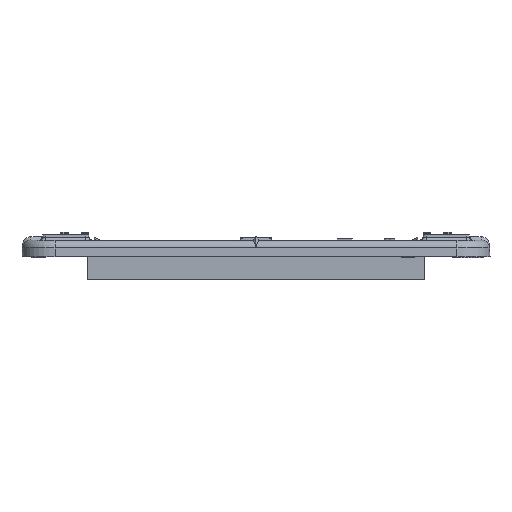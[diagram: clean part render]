
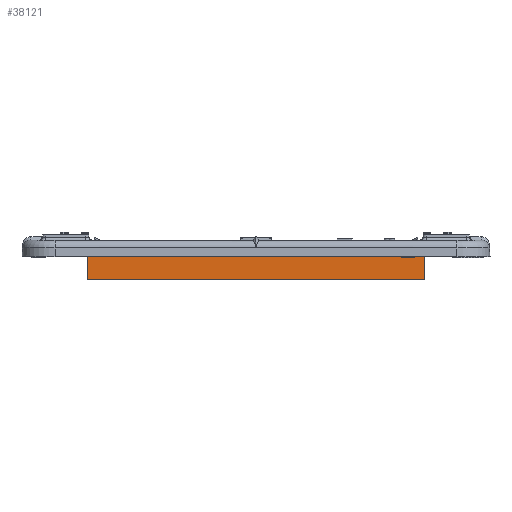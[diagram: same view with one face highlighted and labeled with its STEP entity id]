
A CAD part, left-side view. The second image highlights one B-rep face of the part: STEP entity #38121.
In plain terms, the highlighted planar face has unit normal (-1, 0, 0).
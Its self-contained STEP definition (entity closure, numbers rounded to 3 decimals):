
#4834=AXIS2_PLACEMENT_3D('Circle Axis2P3D',#4832,#4833,$) ;
#38088=AXIS2_PLACEMENT_3D('Plane Axis2P3D',#38085,#38086,#38087) ;
#4822=CARTESIAN_POINT('Vertex',(-36.736,25.586,0.)) ;
#4825=CARTESIAN_POINT('Line Origine',(-36.736,23.721,0.)) ;
#4829=CARTESIAN_POINT('Vertex',(-36.736,21.857,0.)) ;
#4832=CARTESIAN_POINT('Axis2P3D Location',(-34.3,21.851,0.)) ;
#4836=CARTESIAN_POINT('Vertex',(-36.736,21.851,0.)) ;
#4839=CARTESIAN_POINT('Line Origine',(-36.736,20.6,0.)) ;
#4843=CARTESIAN_POINT('Vertex',(-36.736,19.348,0.)) ;
#4846=CARTESIAN_POINT('Line Origine',(-36.736,9.674,0.)) ;
#4850=CARTESIAN_POINT('Vertex',(-36.736,0.,0.)) ;
#4853=CARTESIAN_POINT('Line Origine',(-36.736,-9.674,0.)) ;
#4857=CARTESIAN_POINT('Vertex',(-36.736,-19.348,0.)) ;
#4860=CARTESIAN_POINT('Line Origine',(-36.736,-20.6,0.)) ;
#4864=CARTESIAN_POINT('Vertex',(-36.736,-21.851,0.)) ;
#4867=CARTESIAN_POINT('Line Origine',(-36.736,-23.719,0.)) ;
#4871=CARTESIAN_POINT('Vertex',(-36.736,-25.586,0.)) ;
#38085=CARTESIAN_POINT('Axis2P3D Location',(-36.736,-25.586,-3.5)) ;
#38090=CARTESIAN_POINT('Line Origine',(-36.736,25.586,-1.75)) ;
#38094=CARTESIAN_POINT('Vertex',(-36.736,25.586,-3.5)) ;
#38097=CARTESIAN_POINT('Line Origine',(-36.736,0.,-3.5)) ;
#38101=CARTESIAN_POINT('Vertex',(-36.736,-25.586,-3.5)) ;
#38104=CARTESIAN_POINT('Line Origine',(-36.736,-25.586,-1.75)) ;
#4826=DIRECTION('Vector Direction',(0.,1.,0.)) ;
#4833=DIRECTION('Axis2P3D Direction',(0.,0.,1.)) ;
#4840=DIRECTION('Vector Direction',(0.,1.,0.)) ;
#4847=DIRECTION('Vector Direction',(0.,1.,0.)) ;
#4854=DIRECTION('Vector Direction',(0.,1.,0.)) ;
#4861=DIRECTION('Vector Direction',(0.,1.,0.)) ;
#4868=DIRECTION('Vector Direction',(0.,1.,0.)) ;
#38086=DIRECTION('Axis2P3D Direction',(1.,0.,0.)) ;
#38087=DIRECTION('Axis2P3D XDirection',(0.,1.,0.)) ;
#38091=DIRECTION('Vector Direction',(0.,0.,1.)) ;
#38098=DIRECTION('Vector Direction',(0.,1.,0.)) ;
#38105=DIRECTION('Vector Direction',(0.,0.,1.)) ;
#4827=VECTOR('Line Direction',#4826,1.) ;
#4841=VECTOR('Line Direction',#4840,1.) ;
#4848=VECTOR('Line Direction',#4847,1.) ;
#4855=VECTOR('Line Direction',#4854,1.) ;
#4862=VECTOR('Line Direction',#4861,1.) ;
#4869=VECTOR('Line Direction',#4868,1.) ;
#38092=VECTOR('Line Direction',#38091,1.) ;
#38099=VECTOR('Line Direction',#38098,1.) ;
#38106=VECTOR('Line Direction',#38105,1.) ;
#38110=ORIENTED_EDGE('',*,*,#4838,.T.) ;
#38111=ORIENTED_EDGE('',*,*,#4831,.T.) ;
#38112=ORIENTED_EDGE('',*,*,#38096,.F.) ;
#38113=ORIENTED_EDGE('',*,*,#38103,.F.) ;
#38114=ORIENTED_EDGE('',*,*,#38108,.T.) ;
#38115=ORIENTED_EDGE('',*,*,#4873,.T.) ;
#38116=ORIENTED_EDGE('',*,*,#4866,.T.) ;
#38117=ORIENTED_EDGE('',*,*,#4859,.T.) ;
#38118=ORIENTED_EDGE('',*,*,#4852,.T.) ;
#38119=ORIENTED_EDGE('',*,*,#4845,.T.) ;
#38121=ADVANCED_FACE('0291G60.1\\0091_K75-B.1\\m\X2\00E9\X0\tal',(#38120),#38089,.F.) ;
#4835=CIRCLE('generated circle',#4834,2.436) ;
#4831=EDGE_CURVE('',#4830,#4823,#4828,.T.) ;
#4838=EDGE_CURVE('',#4837,#4830,#4835,.F.) ;
#4845=EDGE_CURVE('',#4844,#4837,#4842,.T.) ;
#4852=EDGE_CURVE('',#4851,#4844,#4849,.T.) ;
#4859=EDGE_CURVE('',#4858,#4851,#4856,.T.) ;
#4866=EDGE_CURVE('',#4865,#4858,#4863,.T.) ;
#4873=EDGE_CURVE('',#4872,#4865,#4870,.T.) ;
#38096=EDGE_CURVE('',#38095,#4823,#38093,.T.) ;
#38103=EDGE_CURVE('',#38102,#38095,#38100,.T.) ;
#38108=EDGE_CURVE('',#38102,#4872,#38107,.T.) ;
#38109=EDGE_LOOP('',(#38110,#38111,#38112,#38113,#38114,#38115,#38116,#38117,#38118,#38119)) ;
#38120=FACE_OUTER_BOUND('',#38109,.T.) ;
#4828=LINE('Line',#4825,#4827) ;
#4842=LINE('Line',#4839,#4841) ;
#4849=LINE('Line',#4846,#4848) ;
#4856=LINE('Line',#4853,#4855) ;
#4863=LINE('Line',#4860,#4862) ;
#4870=LINE('Line',#4867,#4869) ;
#38093=LINE('Line',#38090,#38092) ;
#38100=LINE('Line',#38097,#38099) ;
#38107=LINE('Line',#38104,#38106) ;
#38089=PLANE('',#38088) ;
#4823=VERTEX_POINT('',#4822) ;
#4830=VERTEX_POINT('',#4829) ;
#4837=VERTEX_POINT('',#4836) ;
#4844=VERTEX_POINT('',#4843) ;
#4851=VERTEX_POINT('',#4850) ;
#4858=VERTEX_POINT('',#4857) ;
#4865=VERTEX_POINT('',#4864) ;
#4872=VERTEX_POINT('',#4871) ;
#38095=VERTEX_POINT('',#38094) ;
#38102=VERTEX_POINT('',#38101) ;
